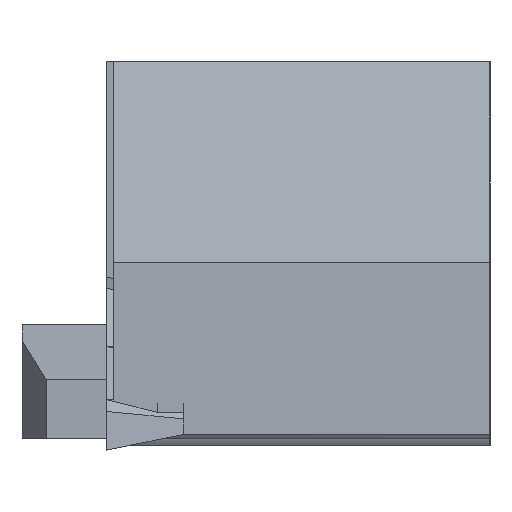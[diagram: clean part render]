
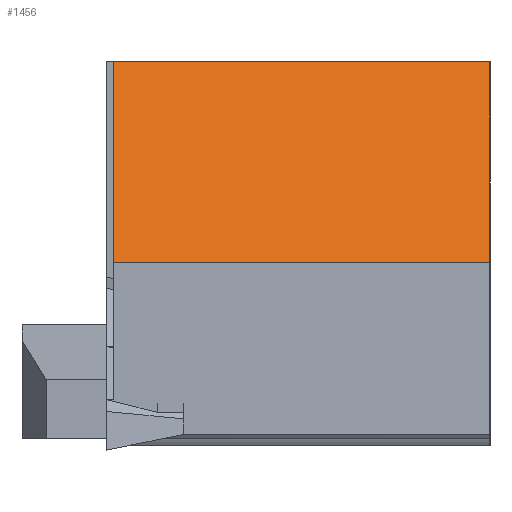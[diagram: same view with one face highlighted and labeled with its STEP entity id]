
A CAD part, left-side view. The second image highlights one B-rep face of the part: STEP entity #1456.
In plain terms, the highlighted planar face has unit normal (-0.616, 0, 0.788).
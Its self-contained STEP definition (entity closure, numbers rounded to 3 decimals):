
#3 = ORIENTED_EDGE ( 'NONE', *, *, #1661, .F. ) ;
#61 = CARTESIAN_POINT ( 'NONE',  ( 16.66, 161.374, -11.75 ) ) ;
#115 = DIRECTION ( 'NONE',  ( 0., -1., 0. ) ) ;
#117 = LINE ( 'NONE', #1281, #2199 ) ;
#165 = LINE ( 'NONE', #1298, #1110 ) ;
#233 = CARTESIAN_POINT ( 'NONE',  ( 16.66, -0.3, -11.75 ) ) ;
#261 = CARTESIAN_POINT ( 'NONE',  ( 0.754, -15.875, -24.177 ) ) ;
#425 = DIRECTION ( 'NONE',  ( 0.788, 0., 0.616 ) ) ;
#428 = DIRECTION ( 'NONE',  ( -0.788, 0., -0.616 ) ) ;
#534 = ORIENTED_EDGE ( 'NONE', *, *, #2353, .T. ) ;
#725 = VERTEX_POINT ( 'NONE', #1280 ) ;
#761 = VERTEX_POINT ( 'NONE', #868 ) ;
#863 = EDGE_CURVE ( 'NONE', #1861, #761, #1745, .T. ) ;
#868 = CARTESIAN_POINT ( 'NONE',  ( 0.754, -0.3, -24.177 ) ) ;
#1086 = EDGE_CURVE ( 'NONE', #725, #1472, #117, .T. ) ;
#1110 = VECTOR ( 'NONE', #115, 1000. ) ;
#1178 = AXIS2_PLACEMENT_3D ( 'NONE', #61, #2454, #425 ) ;
#1204 = LINE ( 'NONE', #2569, #2220 ) ;
#1280 = CARTESIAN_POINT ( 'NONE',  ( 11.38, -15.875, -15.875 ) ) ;
#1281 = CARTESIAN_POINT ( 'NONE',  ( -3.388, -15.875, -27.413 ) ) ;
#1298 = CARTESIAN_POINT ( 'NONE',  ( 0.754, 161.374, -24.177 ) ) ;
#1456 = ADVANCED_FACE ( 'NONE', ( #2168 ), #2252, .F. ) ;
#1472 = VERTEX_POINT ( 'NONE', #261 ) ;
#1634 = EDGE_LOOP ( 'NONE', ( #2409, #534, #2279, #3 ) ) ;
#1661 = EDGE_CURVE ( 'NONE', #1861, #725, #1204, .T. ) ;
#1745 = LINE ( 'NONE', #233, #2223 ) ;
#1861 = VERTEX_POINT ( 'NONE', #2070 ) ;
#1935 = DIRECTION ( 'NONE',  ( 0., -1., 0. ) ) ;
#2070 = CARTESIAN_POINT ( 'NONE',  ( 11.38, -0.3, -15.875 ) ) ;
#2168 = FACE_OUTER_BOUND ( 'NONE', #1634, .T. ) ;
#2199 = VECTOR ( 'NONE', #2302, 1000. ) ;
#2220 = VECTOR ( 'NONE', #1935, 1000. ) ;
#2223 = VECTOR ( 'NONE', #428, 1000. ) ;
#2252 = PLANE ( 'NONE',  #1178 ) ;
#2279 = ORIENTED_EDGE ( 'NONE', *, *, #1086, .F. ) ;
#2302 = DIRECTION ( 'NONE',  ( -0.788, 0., -0.616 ) ) ;
#2353 = EDGE_CURVE ( 'NONE', #761, #1472, #165, .T. ) ;
#2409 = ORIENTED_EDGE ( 'NONE', *, *, #863, .T. ) ;
#2454 = DIRECTION ( 'NONE',  ( 0.616, 0., -0.788 ) ) ;
#2569 = CARTESIAN_POINT ( 'NONE',  ( 11.38, -15.875, -15.875 ) ) ;
